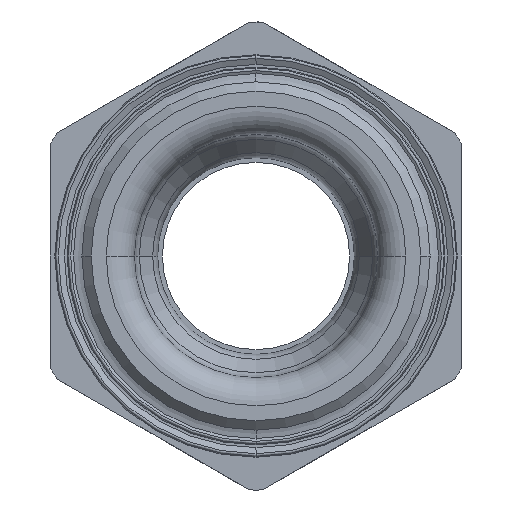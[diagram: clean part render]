
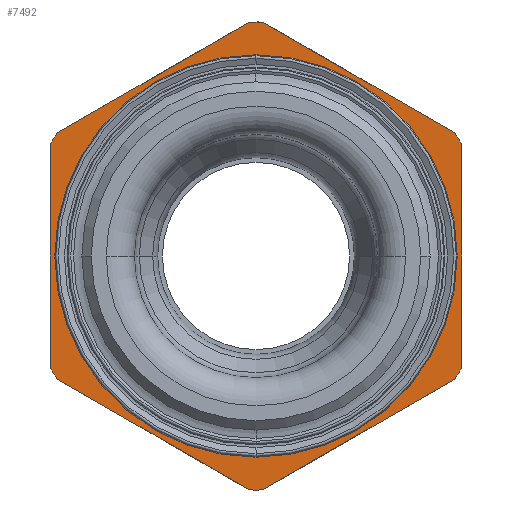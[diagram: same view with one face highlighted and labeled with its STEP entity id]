
A CAD part, front view. The second image highlights one B-rep face of the part: STEP entity #7492.
In plain terms, the highlighted planar face has unit normal (0, -1, 0).
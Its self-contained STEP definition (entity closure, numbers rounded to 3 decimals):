
#162 = LINE ( 'NONE', #8424, #7156 ) ;
#295 = VERTEX_POINT ( 'NONE', #2867 ) ;
#377 = CARTESIAN_POINT ( 'NONE',  ( 0., -6.75, -12.702 ) ) ;
#502 = VERTEX_POINT ( 'NONE', #4378 ) ;
#689 = VERTEX_POINT ( 'NONE', #8842 ) ;
#861 = DIRECTION ( 'NONE',  ( -1., 0., 0. ) ) ;
#873 = AXIS2_PLACEMENT_3D ( 'NONE', #1563, #11290, #2976 ) ;
#1068 = ORIENTED_EDGE ( 'NONE', *, *, #2207, .F. ) ;
#1563 = CARTESIAN_POINT ( 'NONE',  ( 0., -6.75, 0. ) ) ;
#1636 = ORIENTED_EDGE ( 'NONE', *, *, #11869, .F. ) ;
#1658 = ORIENTED_EDGE ( 'NONE', *, *, #2655, .F. ) ;
#1923 = AXIS2_PLACEMENT_3D ( 'NONE', #16624, #8331, #18014 ) ;
#2121 = CARTESIAN_POINT ( 'NONE',  ( 0.358, -6.75, 12.495 ) ) ;
#2188 = CARTESIAN_POINT ( 'NONE',  ( -10.642, -6.75, -6.558 ) ) ;
#2207 = EDGE_CURVE ( 'NONE', #7103, #4171, #9979, .T. ) ;
#2407 = VERTEX_POINT ( 'NONE', #14973 ) ;
#2424 = AXIS2_PLACEMENT_3D ( 'NONE', #2672, #12383, #4054 ) ;
#2482 = VERTEX_POINT ( 'NONE', #16775 ) ;
#2655 = EDGE_CURVE ( 'NONE', #4171, #16219, #3220, .T. ) ;
#2672 = CARTESIAN_POINT ( 'NONE',  ( 0., -6.75, 0. ) ) ;
#2794 = VECTOR ( 'NONE', #16200, 1000. ) ;
#2867 = CARTESIAN_POINT ( 'NONE',  ( 0.358, -6.75, -12.495 ) ) ;
#2976 = DIRECTION ( 'NONE',  ( -1., 0., 0. ) ) ;
#3070 = EDGE_LOOP ( 'NONE', ( #13536, #1636 ) ) ;
#3199 = VERTEX_POINT ( 'NONE', #2188 ) ;
#3220 = LINE ( 'NONE', #9544, #17550 ) ;
#3250 = CIRCLE ( 'NONE', #1923, 10.75 ) ;
#3510 = CARTESIAN_POINT ( 'NONE',  ( 0., -6.75, 0. ) ) ;
#3591 = EDGE_CURVE ( 'NONE', #12741, #2407, #5380, .T. ) ;
#3654 = CIRCLE ( 'NONE', #2424, 12.5 ) ;
#3761 = ORIENTED_EDGE ( 'NONE', *, *, #3591, .F. ) ;
#3781 = CIRCLE ( 'NONE', #4080, 12.5 ) ;
#3820 = CARTESIAN_POINT ( 'NONE',  ( -11., -6.75, -5.937 ) ) ;
#4054 = DIRECTION ( 'NONE',  ( -1., 0., 0. ) ) ;
#4080 = AXIS2_PLACEMENT_3D ( 'NONE', #6057, #15762, #7480 ) ;
#4152 = CARTESIAN_POINT ( 'NONE',  ( -0.358, -6.75, 12.495 ) ) ;
#4171 = VERTEX_POINT ( 'NONE', #17716 ) ;
#4329 = ORIENTED_EDGE ( 'NONE', *, *, #4439, .F. ) ;
#4356 = CARTESIAN_POINT ( 'NONE',  ( -11., -6.75, -6.351 ) ) ;
#4378 = CARTESIAN_POINT ( 'NONE',  ( 0., -6.75, 10.75 ) ) ;
#4380 = CARTESIAN_POINT ( 'NONE',  ( 0., -6.75, 0. ) ) ;
#4439 = EDGE_CURVE ( 'NONE', #12402, #689, #12120, .T. ) ;
#4906 = DIRECTION ( 'NONE',  ( -1., 0., 0. ) ) ;
#5205 = EDGE_CURVE ( 'NONE', #2482, #12741, #162, .T. ) ;
#5291 = DIRECTION ( 'NONE',  ( 0., -1., 0. ) ) ;
#5292 = CARTESIAN_POINT ( 'NONE',  ( 0., -6.75, -10.75 ) ) ;
#5380 = CIRCLE ( 'NONE', #873, 12.5 ) ;
#5409 = EDGE_LOOP ( 'NONE', ( #16546, #16896, #3761, #17193, #8115, #4329, #8195, #1658, #1068, #13308, #11926, #15314 ) ) ;
#5684 = AXIS2_PLACEMENT_3D ( 'NONE', #17488, #9193, #861 ) ;
#5695 = CIRCLE ( 'NONE', #5684, 12.5 ) ;
#5925 = EDGE_CURVE ( 'NONE', #2407, #295, #10155, .T. ) ;
#6047 = AXIS2_PLACEMENT_3D ( 'NONE', #4380, #13708, #8131 ) ;
#6057 = CARTESIAN_POINT ( 'NONE',  ( 0., -6.75, 0. ) ) ;
#6612 = LINE ( 'NONE', #4356, #7057 ) ;
#7057 = VECTOR ( 'NONE', #11275, 1000. ) ;
#7103 = VERTEX_POINT ( 'NONE', #11670 ) ;
#7156 = VECTOR ( 'NONE', #9815, 1000. ) ;
#7241 = EDGE_CURVE ( 'NONE', #16219, #12402, #5695, .T. ) ;
#7272 = CARTESIAN_POINT ( 'NONE',  ( 0., -6.75, 0. ) ) ;
#7480 = DIRECTION ( 'NONE',  ( -1., 0., 0. ) ) ;
#7492 = ADVANCED_FACE ( 'NONE', ( #11750, #8085 ), #17679, .T. ) ;
#7905 = CIRCLE ( 'NONE', #12712, 10.75 ) ;
#8085 = FACE_OUTER_BOUND ( 'NONE', #5409, .T. ) ;
#8115 = ORIENTED_EDGE ( 'NONE', *, *, #16694, .F. ) ;
#8131 = DIRECTION ( 'NONE',  ( -1., 0., 0. ) ) ;
#8159 = DIRECTION ( 'NONE',  ( 0.866, 0., 0.5 ) ) ;
#8195 = ORIENTED_EDGE ( 'NONE', *, *, #7241, .F. ) ;
#8331 = DIRECTION ( 'NONE',  ( 0., -1., 0. ) ) ;
#8424 = CARTESIAN_POINT ( 'NONE',  ( 11., -6.75, 6.351 ) ) ;
#8507 = VECTOR ( 'NONE', #17089, 1000. ) ;
#8656 = DIRECTION ( 'NONE',  ( 1., 0., 0. ) ) ;
#8842 = CARTESIAN_POINT ( 'NONE',  ( 10.642, -6.75, 6.558 ) ) ;
#8916 = EDGE_CURVE ( 'NONE', #9425, #3199, #15846, .T. ) ;
#9193 = DIRECTION ( 'NONE',  ( 0., 1., 0. ) ) ;
#9425 = VERTEX_POINT ( 'NONE', #16551 ) ;
#9544 = CARTESIAN_POINT ( 'NONE',  ( -11., -6.75, 6.351 ) ) ;
#9815 = DIRECTION ( 'NONE',  ( 0., 0., -1. ) ) ;
#9979 = CIRCLE ( 'NONE', #6047, 12.5 ) ;
#10155 = LINE ( 'NONE', #17536, #2794 ) ;
#10242 = VERTEX_POINT ( 'NONE', #5292 ) ;
#10816 = VECTOR ( 'NONE', #15028, 1000. ) ;
#10839 = CARTESIAN_POINT ( 'NONE',  ( 0., -6.75, 12.702 ) ) ;
#11275 = DIRECTION ( 'NONE',  ( 0., 0., 1. ) ) ;
#11290 = DIRECTION ( 'NONE',  ( 0., 1., 0. ) ) ;
#11670 = CARTESIAN_POINT ( 'NONE',  ( -11., -6.75, 5.937 ) ) ;
#11750 = FACE_BOUND ( 'NONE', #3070, .T. ) ;
#11869 = EDGE_CURVE ( 'NONE', #10242, #502, #3250, .T. ) ;
#11926 = ORIENTED_EDGE ( 'NONE', *, *, #14307, .F. ) ;
#12120 = LINE ( 'NONE', #10839, #10816 ) ;
#12244 = CARTESIAN_POINT ( 'NONE',  ( -12.5, -6.75, 0. ) ) ;
#12361 = EDGE_CURVE ( 'NONE', #295, #9425, #15435, .T. ) ;
#12383 = DIRECTION ( 'NONE',  ( 0., 1., 0. ) ) ;
#12402 = VERTEX_POINT ( 'NONE', #2121 ) ;
#12683 = VERTEX_POINT ( 'NONE', #3820 ) ;
#12712 = AXIS2_PLACEMENT_3D ( 'NONE', #7272, #16962, #8656 ) ;
#12741 = VERTEX_POINT ( 'NONE', #15116 ) ;
#13223 = DIRECTION ( 'NONE',  ( 0., 1., 0. ) ) ;
#13308 = ORIENTED_EDGE ( 'NONE', *, *, #16852, .F. ) ;
#13536 = ORIENTED_EDGE ( 'NONE', *, *, #17983, .F. ) ;
#13708 = DIRECTION ( 'NONE',  ( 0., 1., 0. ) ) ;
#14307 = EDGE_CURVE ( 'NONE', #3199, #12683, #3654, .T. ) ;
#14973 = CARTESIAN_POINT ( 'NONE',  ( 10.642, -6.75, -6.558 ) ) ;
#15025 = DIRECTION ( 'NONE',  ( 1., 0., 0. ) ) ;
#15028 = DIRECTION ( 'NONE',  ( 0.866, 0., -0.5 ) ) ;
#15116 = CARTESIAN_POINT ( 'NONE',  ( 11., -6.75, -5.937 ) ) ;
#15314 = ORIENTED_EDGE ( 'NONE', *, *, #8916, .F. ) ;
#15435 = CIRCLE ( 'NONE', #15873, 12.5 ) ;
#15762 = DIRECTION ( 'NONE',  ( 0., 1., 0. ) ) ;
#15846 = LINE ( 'NONE', #377, #8507 ) ;
#15873 = AXIS2_PLACEMENT_3D ( 'NONE', #3510, #13223, #4906 ) ;
#15886 = AXIS2_PLACEMENT_3D ( 'NONE', #12244, #5291, #15025 ) ;
#16200 = DIRECTION ( 'NONE',  ( -0.866, 0., -0.5 ) ) ;
#16219 = VERTEX_POINT ( 'NONE', #4152 ) ;
#16546 = ORIENTED_EDGE ( 'NONE', *, *, #12361, .F. ) ;
#16551 = CARTESIAN_POINT ( 'NONE',  ( -0.358, -6.75, -12.495 ) ) ;
#16624 = CARTESIAN_POINT ( 'NONE',  ( 0., -6.75, 0. ) ) ;
#16694 = EDGE_CURVE ( 'NONE', #689, #2482, #3781, .T. ) ;
#16775 = CARTESIAN_POINT ( 'NONE',  ( 11., -6.75, 5.937 ) ) ;
#16852 = EDGE_CURVE ( 'NONE', #12683, #7103, #6612, .T. ) ;
#16896 = ORIENTED_EDGE ( 'NONE', *, *, #5925, .F. ) ;
#16962 = DIRECTION ( 'NONE',  ( 0., -1., 0. ) ) ;
#17089 = DIRECTION ( 'NONE',  ( -0.866, 0., 0.5 ) ) ;
#17193 = ORIENTED_EDGE ( 'NONE', *, *, #5205, .F. ) ;
#17488 = CARTESIAN_POINT ( 'NONE',  ( 0., -6.75, 0. ) ) ;
#17536 = CARTESIAN_POINT ( 'NONE',  ( 11., -6.75, -6.351 ) ) ;
#17550 = VECTOR ( 'NONE', #8159, 1000. ) ;
#17679 = PLANE ( 'NONE',  #15886 ) ;
#17716 = CARTESIAN_POINT ( 'NONE',  ( -10.642, -6.75, 6.558 ) ) ;
#17983 = EDGE_CURVE ( 'NONE', #502, #10242, #7905, .T. ) ;
#18014 = DIRECTION ( 'NONE',  ( 1., 0., 0. ) ) ;
